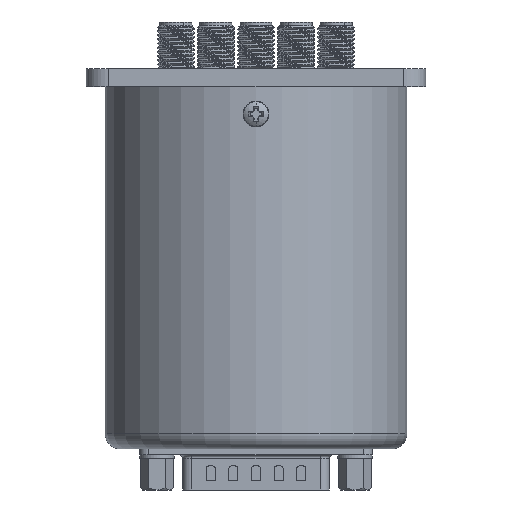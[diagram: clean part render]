
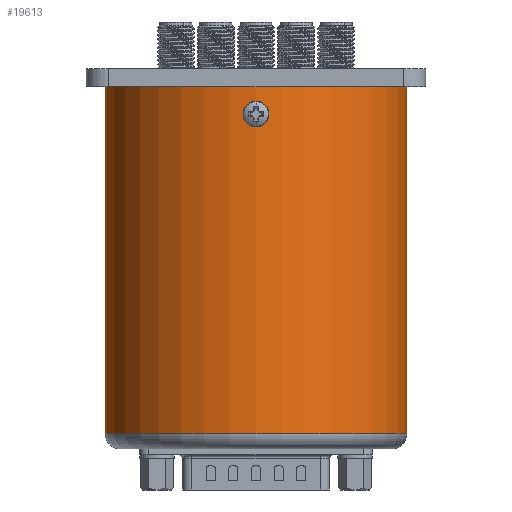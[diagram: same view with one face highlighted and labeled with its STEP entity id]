
A CAD part, front view. The second image highlights one B-rep face of the part: STEP entity #19613.
In plain terms, the highlighted cylindrical face has radius 25.4 mm (diameter 50.8 mm), a partial arc.
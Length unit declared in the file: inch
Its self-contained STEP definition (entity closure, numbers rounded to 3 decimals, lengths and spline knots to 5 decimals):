
#545 = EDGE_CURVE ( 'NONE', #62158, #58312, #51962, .T. ) ;
#1429 = EDGE_CURVE ( 'NONE', #59840, #62158, #20925, .T. ) ;
#2552 = CARTESIAN_POINT ( 'NONE',  ( 0., 0., -2.52 ) ) ;
#3500 = CARTESIAN_POINT ( 'NONE',  ( 1., 0., -2.42 ) ) ;
#6444 = ORIENTED_EDGE ( 'NONE', *, *, #46878, .T. ) ;
#7474 = DIRECTION ( 'NONE',  ( 0., 0., 1. ) ) ;
#7633 = CARTESIAN_POINT ( 'NONE',  ( -1., 0., -0.12 ) ) ;
#9821 = VECTOR ( 'NONE', #33241, 39.37008 ) ;
#16173 = EDGE_LOOP ( 'NONE', ( #36206, #45339, #6444, #30397 ) ) ;
#17493 = CARTESIAN_POINT ( 'NONE',  ( 0., 0., -2.42 ) ) ;
#18597 = FACE_OUTER_BOUND ( 'NONE', #16173, .T. ) ;
#18617 = AXIS2_PLACEMENT_3D ( 'NONE', #20883, #21506, #26320 ) ;
#19613 = ADVANCED_FACE ( 'NONE', ( #18597 ), #60070, .T. ) ;
#20883 = CARTESIAN_POINT ( 'NONE',  ( 0., 0., -0.12 ) ) ;
#20925 = LINE ( 'NONE', #41279, #33690 ) ;
#21506 = DIRECTION ( 'NONE',  ( 0., 0., 1. ) ) ;
#22775 = EDGE_CURVE ( 'NONE', #59840, #24128, #37190, .T. ) ;
#23297 = LINE ( 'NONE', #32608, #9821 ) ;
#23472 = AXIS2_PLACEMENT_3D ( 'NONE', #17493, #46129, #55401 ) ;
#24128 = VERTEX_POINT ( 'NONE', #3500 ) ;
#26320 = DIRECTION ( 'NONE',  ( -1., 0., 0. ) ) ;
#30397 = ORIENTED_EDGE ( 'NONE', *, *, #545, .F. ) ;
#30446 = CARTESIAN_POINT ( 'NONE',  ( 1., 0., -0.12 ) ) ;
#32036 = CARTESIAN_POINT ( 'NONE',  ( -1., 0., -2.42 ) ) ;
#32608 = CARTESIAN_POINT ( 'NONE',  ( 1., 0., -2.52 ) ) ;
#33241 = DIRECTION ( 'NONE',  ( 0., 0., 1. ) ) ;
#33690 = VECTOR ( 'NONE', #7474, 39.37008 ) ;
#36206 = ORIENTED_EDGE ( 'NONE', *, *, #1429, .F. ) ;
#37190 = CIRCLE ( 'NONE', #23472, 1. ) ;
#40752 = DIRECTION ( 'NONE',  ( 0., 0., 1. ) ) ;
#41279 = CARTESIAN_POINT ( 'NONE',  ( -1., 0., -2.52 ) ) ;
#45339 = ORIENTED_EDGE ( 'NONE', *, *, #22775, .T. ) ;
#46006 = AXIS2_PLACEMENT_3D ( 'NONE', #2552, #40752, #55356 ) ;
#46129 = DIRECTION ( 'NONE',  ( 0., 0., 1. ) ) ;
#46878 = EDGE_CURVE ( 'NONE', #24128, #58312, #23297, .T. ) ;
#51962 = CIRCLE ( 'NONE', #18617, 1. ) ;
#55356 = DIRECTION ( 'NONE',  ( 1., 0., 0. ) ) ;
#55401 = DIRECTION ( 'NONE',  ( 1., 0., 0. ) ) ;
#58312 = VERTEX_POINT ( 'NONE', #30446 ) ;
#59840 = VERTEX_POINT ( 'NONE', #32036 ) ;
#60070 = CYLINDRICAL_SURFACE ( 'NONE', #46006, 1. ) ;
#62158 = VERTEX_POINT ( 'NONE', #7633 ) ;
